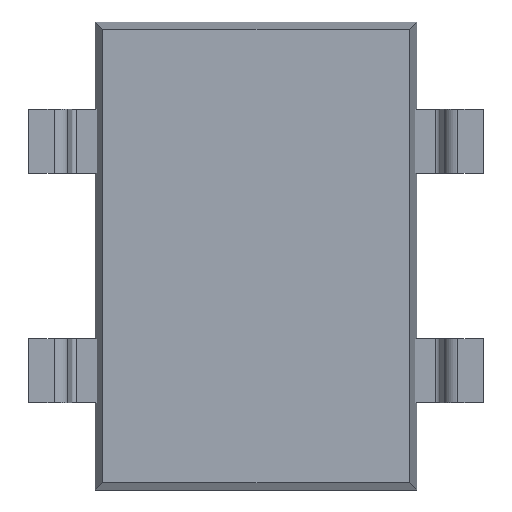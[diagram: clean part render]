
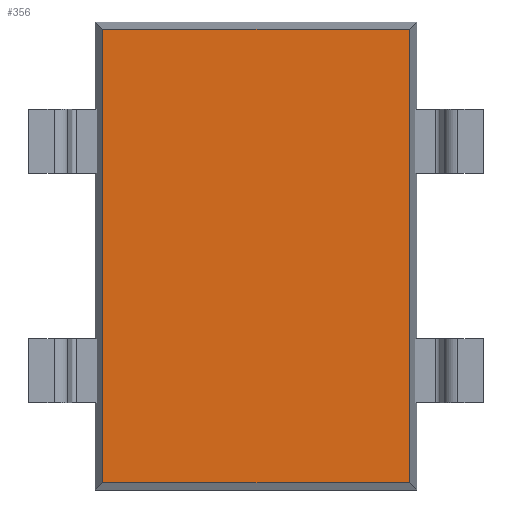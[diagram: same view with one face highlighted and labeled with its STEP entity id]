
A CAD part, front view. The second image highlights one B-rep face of the part: STEP entity #356.
In plain terms, the highlighted planar face has unit normal (0, -1, 0).
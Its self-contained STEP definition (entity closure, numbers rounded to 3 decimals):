
#76 = CARTESIAN_POINT ( 'NONE',  ( -3.341, 0.15, 4.941 ) ) ;
#273 = EDGE_CURVE ( 'NONE', #5818, #5186, #1846, .T. ) ;
#332 = CARTESIAN_POINT ( 'NONE',  ( 3.341, 0.15, -4.941 ) ) ;
#356 = ADVANCED_FACE ( 'NONE', ( #463 ), #4214, .F. ) ;
#463 = FACE_OUTER_BOUND ( 'NONE', #709, .T. ) ;
#709 = EDGE_LOOP ( 'NONE', ( #4505, #1124, #1398, #4722 ) ) ;
#1124 = ORIENTED_EDGE ( 'NONE', *, *, #5866, .T. ) ;
#1254 = EDGE_CURVE ( 'NONE', #3927, #5818, #5266, .T. ) ;
#1393 = DIRECTION ( 'NONE',  ( 0., 0., 1. ) ) ;
#1398 = ORIENTED_EDGE ( 'NONE', *, *, #2997, .T. ) ;
#1477 = VECTOR ( 'NONE', #5974, 1000. ) ;
#1549 = CARTESIAN_POINT ( 'NONE',  ( -3.341, 0.15, -4.941 ) ) ;
#1654 = VERTEX_POINT ( 'NONE', #76 ) ;
#1846 = LINE ( 'NONE', #5524, #1477 ) ;
#2374 = DIRECTION ( 'NONE',  ( 1., 0., 0. ) ) ;
#2388 = CARTESIAN_POINT ( 'NONE',  ( 0., 0.15, 0. ) ) ;
#2729 = DIRECTION ( 'NONE',  ( -1., 0., 0. ) ) ;
#2797 = VECTOR ( 'NONE', #2729, 1000. ) ;
#2892 = CARTESIAN_POINT ( 'NONE',  ( -3.341, 0.15, 5.1 ) ) ;
#2939 = LINE ( 'NONE', #3549, #2797 ) ;
#2997 = EDGE_CURVE ( 'NONE', #1654, #3927, #5895, .T. ) ;
#3220 = AXIS2_PLACEMENT_3D ( 'NONE', #2388, #5163, #1393 ) ;
#3392 = DIRECTION ( 'NONE',  ( 0., 0., -1. ) ) ;
#3549 = CARTESIAN_POINT ( 'NONE',  ( -3.5, 0.15, 4.941 ) ) ;
#3895 = VECTOR ( 'NONE', #2374, 1000. ) ;
#3927 = VERTEX_POINT ( 'NONE', #1549 ) ;
#4214 = PLANE ( 'NONE',  #3220 ) ;
#4376 = VECTOR ( 'NONE', #3392, 1000. ) ;
#4505 = ORIENTED_EDGE ( 'NONE', *, *, #273, .T. ) ;
#4722 = ORIENTED_EDGE ( 'NONE', *, *, #1254, .T. ) ;
#5163 = DIRECTION ( 'NONE',  ( 0., 1., 0. ) ) ;
#5168 = CARTESIAN_POINT ( 'NONE',  ( -3.5, 0.15, -4.941 ) ) ;
#5186 = VERTEX_POINT ( 'NONE', #5586 ) ;
#5266 = LINE ( 'NONE', #5168, #3895 ) ;
#5524 = CARTESIAN_POINT ( 'NONE',  ( 3.341, 0.15, 5.1 ) ) ;
#5586 = CARTESIAN_POINT ( 'NONE',  ( 3.341, 0.15, 4.941 ) ) ;
#5818 = VERTEX_POINT ( 'NONE', #332 ) ;
#5866 = EDGE_CURVE ( 'NONE', #5186, #1654, #2939, .T. ) ;
#5895 = LINE ( 'NONE', #2892, #4376 ) ;
#5974 = DIRECTION ( 'NONE',  ( 0., 0., 1. ) ) ;
